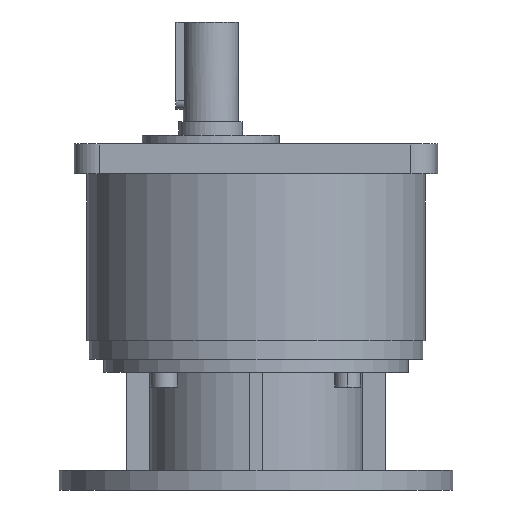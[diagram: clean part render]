
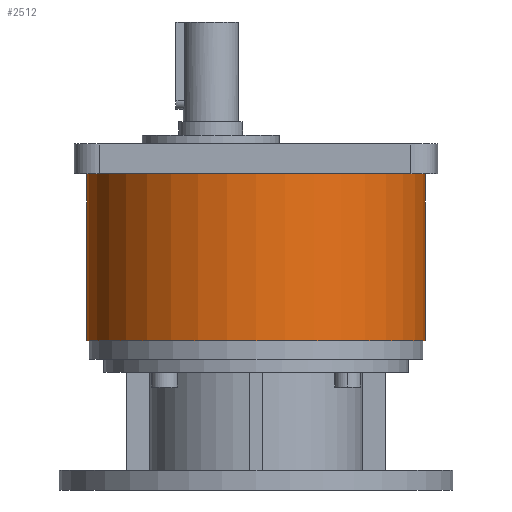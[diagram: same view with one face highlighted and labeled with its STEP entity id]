
A CAD part, left-side view. The second image highlights one B-rep face of the part: STEP entity #2512.
In plain terms, the highlighted cylindrical face has radius 68 mm (diameter 136 mm), a partial arc.
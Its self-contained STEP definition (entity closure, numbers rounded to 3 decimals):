
#203 = EDGE_CURVE ( 'NONE', #819, #483, #4198, .T. ) ;
#214 = CYLINDRICAL_SURFACE ( 'NONE', #2359, 68. ) ;
#462 = EDGE_CURVE ( 'NONE', #1843, #483, #486, .T. ) ;
#483 = VERTEX_POINT ( 'NONE', #1737 ) ;
#486 = LINE ( 'NONE', #1378, #3502 ) ;
#493 = CARTESIAN_POINT ( 'NONE',  ( 0., -18.2, -12. ) ) ;
#600 = CARTESIAN_POINT ( 'NONE',  ( 0., 49.8, -12. ) ) ;
#669 = VECTOR ( 'NONE', #3970, 1000. ) ;
#819 = VERTEX_POINT ( 'NONE', #2633 ) ;
#1133 = LINE ( 'NONE', #600, #669 ) ;
#1141 = CIRCLE ( 'NONE', #3625, 68. ) ;
#1175 = ORIENTED_EDGE ( 'NONE', *, *, #203, .F. ) ;
#1224 = CARTESIAN_POINT ( 'NONE',  ( 0., -18.2, -79.05 ) ) ;
#1244 = CARTESIAN_POINT ( 'NONE',  ( 0., -18.2, -12. ) ) ;
#1378 = CARTESIAN_POINT ( 'NONE',  ( 0., -86.2, -12. ) ) ;
#1610 = FACE_OUTER_BOUND ( 'NONE', #1822, .T. ) ;
#1737 = CARTESIAN_POINT ( 'NONE',  ( 0., -86.2, -12. ) ) ;
#1822 = EDGE_LOOP ( 'NONE', ( #4212, #3040, #3740, #1175 ) ) ;
#1843 = VERTEX_POINT ( 'NONE', #3748 ) ;
#1867 = DIRECTION ( 'NONE',  ( 0., 0., 1. ) ) ;
#2036 = DIRECTION ( 'NONE',  ( 0., 0., 1. ) ) ;
#2144 = CARTESIAN_POINT ( 'NONE',  ( 0., 49.8, -79.05 ) ) ;
#2157 = DIRECTION ( 'NONE',  ( 0., -1., 0. ) ) ;
#2359 = AXIS2_PLACEMENT_3D ( 'NONE', #1244, #4225, #3944 ) ;
#2512 = ADVANCED_FACE ( 'NONE', ( #1610 ), #214, .T. ) ;
#2633 = CARTESIAN_POINT ( 'NONE',  ( 0., 49.8, -12. ) ) ;
#2995 = AXIS2_PLACEMENT_3D ( 'NONE', #493, #3820, #2157 ) ;
#3040 = ORIENTED_EDGE ( 'NONE', *, *, #3200, .T. ) ;
#3200 = EDGE_CURVE ( 'NONE', #3950, #1843, #1141, .T. ) ;
#3262 = EDGE_CURVE ( 'NONE', #3950, #819, #1133, .T. ) ;
#3502 = VECTOR ( 'NONE', #2036, 1000. ) ;
#3573 = DIRECTION ( 'NONE',  ( 0., -1., 0. ) ) ;
#3625 = AXIS2_PLACEMENT_3D ( 'NONE', #1224, #1867, #3573 ) ;
#3740 = ORIENTED_EDGE ( 'NONE', *, *, #462, .T. ) ;
#3748 = CARTESIAN_POINT ( 'NONE',  ( 0., -86.2, -79.05 ) ) ;
#3820 = DIRECTION ( 'NONE',  ( 0., 0., 1. ) ) ;
#3944 = DIRECTION ( 'NONE',  ( 0., -1., 0. ) ) ;
#3950 = VERTEX_POINT ( 'NONE', #2144 ) ;
#3970 = DIRECTION ( 'NONE',  ( 0., 0., 1. ) ) ;
#4198 = CIRCLE ( 'NONE', #2995, 68. ) ;
#4212 = ORIENTED_EDGE ( 'NONE', *, *, #3262, .F. ) ;
#4225 = DIRECTION ( 'NONE',  ( 0., 0., 1. ) ) ;
